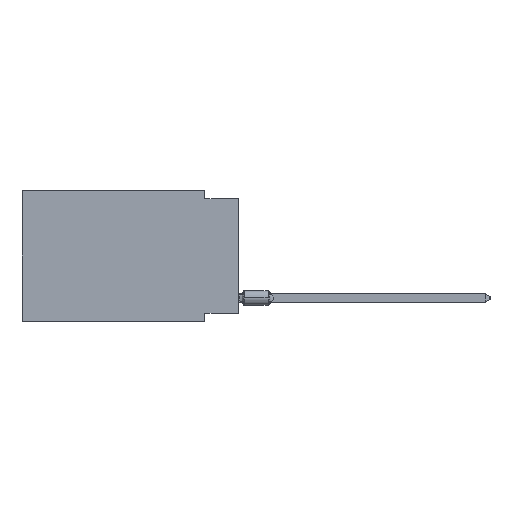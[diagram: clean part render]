
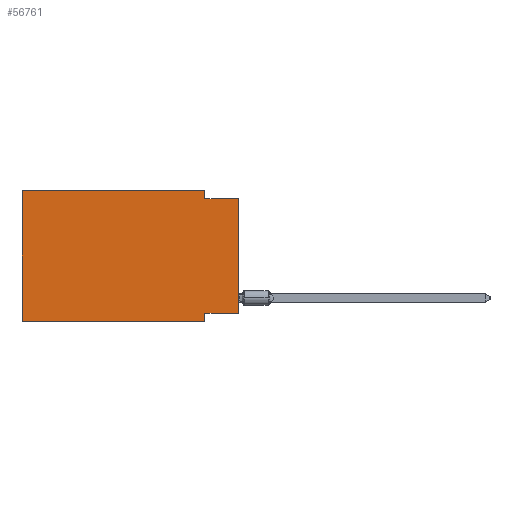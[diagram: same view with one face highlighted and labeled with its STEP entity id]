
A CAD part, left-side view. The second image highlights one B-rep face of the part: STEP entity #56761.
In plain terms, the highlighted planar face has unit normal (-1, 0, 0).
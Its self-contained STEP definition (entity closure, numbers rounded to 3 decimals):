
#1000 = DIRECTION ( 'NONE',  ( 0., 0., 1. ) ) ;
#1982 = VERTEX_POINT ( 'NONE', #47352 ) ;
#2591 = CARTESIAN_POINT ( 'NONE',  ( 0., 16.383, 0. ) ) ;
#4851 = VERTEX_POINT ( 'NONE', #15209 ) ;
#6609 = DIRECTION ( 'NONE',  ( 0., 1., 0. ) ) ;
#6924 = VERTEX_POINT ( 'NONE', #58759 ) ;
#8240 = VECTOR ( 'NONE', #26940, 1000. ) ;
#8258 = DIRECTION ( 'NONE',  ( 0., -1., 0. ) ) ;
#8796 = EDGE_CURVE ( 'NONE', #4851, #9902, #24008, .T. ) ;
#8889 = LINE ( 'NONE', #36539, #45302 ) ;
#9755 = EDGE_CURVE ( 'NONE', #19360, #6924, #33951, .T. ) ;
#9795 = VERTEX_POINT ( 'NONE', #58199 ) ;
#9836 = AXIS2_PLACEMENT_3D ( 'NONE', #20410, #57028, #22461 ) ;
#9902 = VERTEX_POINT ( 'NONE', #12574 ) ;
#10739 = ORIENTED_EDGE ( 'NONE', *, *, #25259, .F. ) ;
#11121 = PLANE ( 'NONE',  #9836 ) ;
#12574 = CARTESIAN_POINT ( 'NONE',  ( 0., 0., -0.635 ) ) ;
#14310 = CARTESIAN_POINT ( 'NONE',  ( 0., 16.383, -9.906 ) ) ;
#15209 = CARTESIAN_POINT ( 'NONE',  ( 0., 2.54, -0.635 ) ) ;
#15462 = ORIENTED_EDGE ( 'NONE', *, *, #47742, .T. ) ;
#15934 = ORIENTED_EDGE ( 'NONE', *, *, #52465, .T. ) ;
#16316 = VECTOR ( 'NONE', #1000, 1000. ) ;
#18267 = ORIENTED_EDGE ( 'NONE', *, *, #58616, .F. ) ;
#18277 = CARTESIAN_POINT ( 'NONE',  ( 0., 16.383, 0. ) ) ;
#19360 = VERTEX_POINT ( 'NONE', #36157 ) ;
#20410 = CARTESIAN_POINT ( 'NONE',  ( 0., 16.383, 0. ) ) ;
#21996 = DIRECTION ( 'NONE',  ( 0., 0., 1. ) ) ;
#22461 = DIRECTION ( 'NONE',  ( 0., 0., -1. ) ) ;
#22573 = ORIENTED_EDGE ( 'NONE', *, *, #8796, .F. ) ;
#22596 = CARTESIAN_POINT ( 'NONE',  ( 0., 16.383, 0. ) ) ;
#23017 = LINE ( 'NONE', #14310, #8240 ) ;
#23826 = LINE ( 'NONE', #36751, #16316 ) ;
#24008 = LINE ( 'NONE', #46529, #33887 ) ;
#24700 = EDGE_CURVE ( 'NONE', #46190, #9795, #30497, .T. ) ;
#25259 = EDGE_CURVE ( 'NONE', #1982, #46190, #41235, .T. ) ;
#26940 = DIRECTION ( 'NONE',  ( 0., -1., 0. ) ) ;
#27217 = DIRECTION ( 'NONE',  ( 0., 0., -1. ) ) ;
#27549 = ORIENTED_EDGE ( 'NONE', *, *, #9755, .F. ) ;
#27978 = ORIENTED_EDGE ( 'NONE', *, *, #44360, .F. ) ;
#28808 = DIRECTION ( 'NONE',  ( 0., -1., 0. ) ) ;
#30342 = CARTESIAN_POINT ( 'NONE',  ( 0., 2.54, 0. ) ) ;
#30497 = LINE ( 'NONE', #2591, #43997 ) ;
#33887 = VECTOR ( 'NONE', #28808, 1000. ) ;
#33951 = LINE ( 'NONE', #52263, #43478 ) ;
#34536 = CARTESIAN_POINT ( 'NONE',  ( 0., 2.54, -9.906 ) ) ;
#36157 = CARTESIAN_POINT ( 'NONE',  ( 0., 0., -9.271 ) ) ;
#36539 = CARTESIAN_POINT ( 'NONE',  ( 0., 2.54, -9.906 ) ) ;
#36751 = CARTESIAN_POINT ( 'NONE',  ( 0., 0., 0. ) ) ;
#39130 = VECTOR ( 'NONE', #21996, 1000. ) ;
#39370 = LINE ( 'NONE', #30342, #56977 ) ;
#41235 = LINE ( 'NONE', #22596, #39130 ) ;
#43478 = VECTOR ( 'NONE', #6609, 1000. ) ;
#43997 = VECTOR ( 'NONE', #8258, 1000. ) ;
#44360 = EDGE_CURVE ( 'NONE', #6924, #45931, #8889, .T. ) ;
#45302 = VECTOR ( 'NONE', #27217, 1000. ) ;
#45931 = VERTEX_POINT ( 'NONE', #34536 ) ;
#46190 = VERTEX_POINT ( 'NONE', #18277 ) ;
#46529 = CARTESIAN_POINT ( 'NONE',  ( 0., 0., -0.635 ) ) ;
#47352 = CARTESIAN_POINT ( 'NONE',  ( 0., 16.383, -9.906 ) ) ;
#47742 = EDGE_CURVE ( 'NONE', #1982, #45931, #23017, .T. ) ;
#48660 = DIRECTION ( 'NONE',  ( 0., 0., -1. ) ) ;
#52249 = FACE_OUTER_BOUND ( 'NONE', #54200, .T. ) ;
#52263 = CARTESIAN_POINT ( 'NONE',  ( 0., 0., -9.271 ) ) ;
#52465 = EDGE_CURVE ( 'NONE', #19360, #9902, #23826, .T. ) ;
#54200 = EDGE_LOOP ( 'NONE', ( #15934, #22573, #18267, #57122, #10739, #15462, #27978, #27549 ) ) ;
#56761 = ADVANCED_FACE ( 'NONE', ( #52249 ), #11121, .F. ) ;
#56977 = VECTOR ( 'NONE', #48660, 1000. ) ;
#57028 = DIRECTION ( 'NONE',  ( 1., 0., 0. ) ) ;
#57122 = ORIENTED_EDGE ( 'NONE', *, *, #24700, .F. ) ;
#58199 = CARTESIAN_POINT ( 'NONE',  ( 0., 2.54, 0. ) ) ;
#58616 = EDGE_CURVE ( 'NONE', #9795, #4851, #39370, .T. ) ;
#58759 = CARTESIAN_POINT ( 'NONE',  ( 0., 2.54, -9.271 ) ) ;
